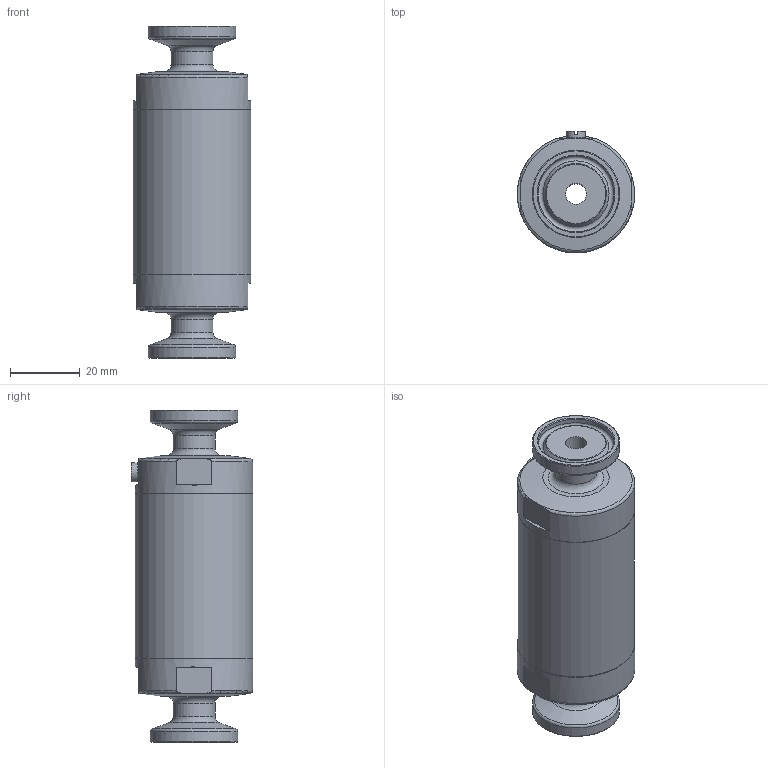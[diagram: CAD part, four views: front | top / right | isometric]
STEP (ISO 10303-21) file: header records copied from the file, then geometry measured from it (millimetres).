
FILE_DESCRIPTION(/* description */ ('STEP AP214'),/* implementation_level */ '2;1');
FILE_NAME(/* name */ '8117022_VZQA-C-M22C-6-S5S5-V2V4S1-2',/* time_stamp */ '2024-09-18T03:42:25+02:00',/* author */ ('License CC BY-ND 4.0'),/* organization */ ('CADENAS'),/* preprocessor_version */ 'ST-DEVELOPER v19.3',/* originating_system */ 'PARTsolutions',/* authorisation */ ' ');
FILE_SCHEMA (('AUTOMOTIVE_DESIGN {1 0 10303 214 3 1 1}'));
Length unit declared in the file: millimetre
Products named in the file (4): 8117022 VZQA-C-M22C-6-S5S5-V2V4S1-2; 8073939 VZQA-C-M22C-6-V2; 3080225 VZQA-C-M22C-6-S5-V4; 3326088 VZQA-M22C-6
Assembly tree (4 placements, depth 2):
  8117022 VZQA-C-M22C-6-S5S5-V2V4S1-2
    8073939 VZQA-C-M22C-6-V2
    3080225 VZQA-C-M22C-6-S5-V4  x2
    3326088 VZQA-M22C-6
Bounding box: 33.6 x 34.8 x 95.1 mm (x, y, z)
Volume: 62652.7 mm3; surface area: 19939.2 mm2
Topology: 4 solids, 4 shells, 114 faces, 231 edges, 140 vertices
Faces by surface type: plane 39, torus 29, cylinder 28, cone 18
Full cylindrical faces by diameter (mm): 2.459 x2, 3 x1, 5.5 x1, 6 x3, 11.3 x2, 12 x2, 14.785 x2, 17 x4, 21.8 x2, 25 x2, 31.8 x2, 32 x2, 33.6 x3
Entity records: 1716 total; most frequent: CARTESIAN_POINT 306, DIRECTION 301, ORIENTED_EDGE 186, AXIS2_PLACEMENT_3D 142, FACE_BOUND 126, EDGE_LOOP 125, EDGE_CURVE 93, VERTEX_POINT 81
